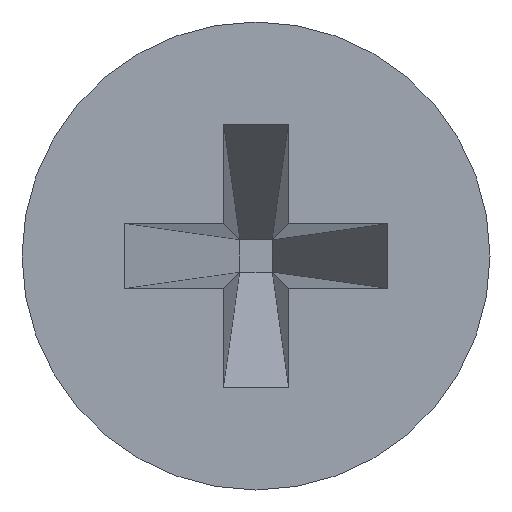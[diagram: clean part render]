
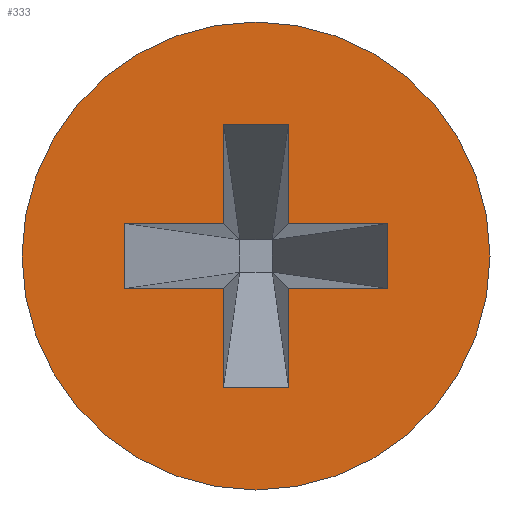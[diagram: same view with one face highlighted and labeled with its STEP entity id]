
A CAD part, left-side view. The second image highlights one B-rep face of the part: STEP entity #333.
In plain terms, the highlighted planar face has unit normal (-1, 0, 0).
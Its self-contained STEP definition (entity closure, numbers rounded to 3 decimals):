
#2 = VECTOR ( 'NONE', #247, 1000. ) ;
#22 = DIRECTION ( 'NONE',  ( 0., -1., 0. ) ) ;
#23 = DIRECTION ( 'NONE',  ( 0., 1., 0. ) ) ;
#27 = VECTOR ( 'NONE', #208, 1000. ) ;
#32 = DIRECTION ( 'NONE',  ( 0., 1., 0. ) ) ;
#35 = VERTEX_POINT ( 'NONE', #527 ) ;
#43 = ORIENTED_EDGE ( 'NONE', *, *, #93, .T. ) ;
#45 = VERTEX_POINT ( 'NONE', #292 ) ;
#48 = ORIENTED_EDGE ( 'NONE', *, *, #132, .T. ) ;
#62 = VERTEX_POINT ( 'NONE', #161 ) ;
#66 = DIRECTION ( 'NONE',  ( -1., 0., 0. ) ) ;
#67 = EDGE_CURVE ( 'NONE', #341, #551, #465, .T. ) ;
#76 = CARTESIAN_POINT ( 'NONE',  ( 0., -0.265, -1.07 ) ) ;
#77 = VERTEX_POINT ( 'NONE', #469 ) ;
#80 = ORIENTED_EDGE ( 'NONE', *, *, #218, .T. ) ;
#88 = DIRECTION ( 'NONE',  ( 0., -1., 0. ) ) ;
#93 = EDGE_CURVE ( 'NONE', #317, #35, #481, .T. ) ;
#98 = CARTESIAN_POINT ( 'NONE',  ( 0., 0.265, -1.07 ) ) ;
#102 = VECTOR ( 'NONE', #337, 1000. ) ;
#103 = VECTOR ( 'NONE', #396, 1000. ) ;
#106 = ORIENTED_EDGE ( 'NONE', *, *, #405, .T. ) ;
#110 = CARTESIAN_POINT ( 'NONE',  ( 0., -1.07, 0.265 ) ) ;
#113 = DIRECTION ( 'NONE',  ( 0., 0., 1. ) ) ;
#123 = EDGE_CURVE ( 'NONE', #347, #341, #169, .T. ) ;
#132 = EDGE_CURVE ( 'NONE', #62, #408, #385, .T. ) ;
#135 = ORIENTED_EDGE ( 'NONE', *, *, #67, .T. ) ;
#140 = LINE ( 'NONE', #488, #288 ) ;
#143 = VECTOR ( 'NONE', #22, 1000. ) ;
#145 = DIRECTION ( 'NONE',  ( 0., 0., 1. ) ) ;
#156 = CARTESIAN_POINT ( 'NONE',  ( 0., -0.265, 1.07 ) ) ;
#157 = ORIENTED_EDGE ( 'NONE', *, *, #410, .T. ) ;
#158 = CARTESIAN_POINT ( 'NONE',  ( 0., 1.07, 0.265 ) ) ;
#161 = CARTESIAN_POINT ( 'NONE',  ( 0., 0., -1.9 ) ) ;
#169 = LINE ( 'NONE', #302, #211 ) ;
#173 = EDGE_CURVE ( 'NONE', #45, #521, #140, .T. ) ;
#175 = CARTESIAN_POINT ( 'NONE',  ( 0., 1.07, -0.265 ) ) ;
#177 = VECTOR ( 'NONE', #283, 1000. ) ;
#179 = AXIS2_PLACEMENT_3D ( 'NONE', #499, #66, #419 ) ;
#182 = VERTEX_POINT ( 'NONE', #175 ) ;
#188 = CARTESIAN_POINT ( 'NONE',  ( 0., 0.265, -1.07 ) ) ;
#197 = CARTESIAN_POINT ( 'NONE',  ( 0., -0.265, 0.265 ) ) ;
#206 = CARTESIAN_POINT ( 'NONE',  ( 0., 0.265, -1.07 ) ) ;
#208 = DIRECTION ( 'NONE',  ( 0., 0., 1. ) ) ;
#209 = LINE ( 'NONE', #76, #251 ) ;
#211 = VECTOR ( 'NONE', #477, 1000. ) ;
#215 = CARTESIAN_POINT ( 'NONE',  ( 0., -1.07, -0.265 ) ) ;
#218 = EDGE_CURVE ( 'NONE', #408, #62, #384, .T. ) ;
#222 = VERTEX_POINT ( 'NONE', #188 ) ;
#225 = ORIENTED_EDGE ( 'NONE', *, *, #479, .T. ) ;
#238 = AXIS2_PLACEMENT_3D ( 'NONE', #535, #528, #145 ) ;
#239 = CARTESIAN_POINT ( 'NONE',  ( 0., -1.07, 0.265 ) ) ;
#247 = DIRECTION ( 'NONE',  ( 0., -1., 0. ) ) ;
#250 = CARTESIAN_POINT ( 'NONE',  ( 0., 0.265, 1.07 ) ) ;
#251 = VECTOR ( 'NONE', #23, 1000. ) ;
#259 = DIRECTION ( 'NONE',  ( -1., 0., 0. ) ) ;
#262 = DIRECTION ( 'NONE',  ( 0., 0., 1. ) ) ;
#264 = LINE ( 'NONE', #438, #103 ) ;
#267 = ORIENTED_EDGE ( 'NONE', *, *, #467, .T. ) ;
#278 = DIRECTION ( 'NONE',  ( 0., 0., -1. ) ) ;
#283 = DIRECTION ( 'NONE',  ( 0., 0., 1. ) ) ;
#285 = EDGE_CURVE ( 'NONE', #441, #182, #264, .T. ) ;
#288 = VECTOR ( 'NONE', #88, 1000. ) ;
#290 = CARTESIAN_POINT ( 'NONE',  ( 0., 0.265, 1.07 ) ) ;
#292 = CARTESIAN_POINT ( 'NONE',  ( 0., 1.07, 0.265 ) ) ;
#299 = LINE ( 'NONE', #206, #342 ) ;
#302 = CARTESIAN_POINT ( 'NONE',  ( 0., -0.265, 1.07 ) ) ;
#314 = EDGE_LOOP ( 'NONE', ( #80, #48 ) ) ;
#317 = VERTEX_POINT ( 'NONE', #413 ) ;
#320 = PLANE ( 'NONE',  #179 ) ;
#326 = VECTOR ( 'NONE', #278, 1000. ) ;
#327 = LINE ( 'NONE', #290, #2 ) ;
#329 = LINE ( 'NONE', #98, #177 ) ;
#330 = ORIENTED_EDGE ( 'NONE', *, *, #173, .T. ) ;
#333 = ADVANCED_FACE ( 'NONE', ( #367, #461 ), #320, .T. ) ;
#337 = DIRECTION ( 'NONE',  ( 0., 0., -1. ) ) ;
#338 = LINE ( 'NONE', #379, #27 ) ;
#341 = VERTEX_POINT ( 'NONE', #197 ) ;
#342 = VECTOR ( 'NONE', #113, 1000. ) ;
#347 = VERTEX_POINT ( 'NONE', #547 ) ;
#354 = EDGE_CURVE ( 'NONE', #222, #441, #329, .T. ) ;
#367 = FACE_OUTER_BOUND ( 'NONE', #314, .T. ) ;
#370 = ORIENTED_EDGE ( 'NONE', *, *, #123, .T. ) ;
#375 = CARTESIAN_POINT ( 'NONE',  ( 0., 0., 1.9 ) ) ;
#379 = CARTESIAN_POINT ( 'NONE',  ( 0., 1.07, -0.265 ) ) ;
#381 = EDGE_CURVE ( 'NONE', #436, #347, #327, .T. ) ;
#383 = CARTESIAN_POINT ( 'NONE',  ( 0., 0.265, -0.265 ) ) ;
#384 = CIRCLE ( 'NONE', #238, 1.9 ) ;
#385 = CIRCLE ( 'NONE', #563, 1.9 ) ;
#389 = EDGE_CURVE ( 'NONE', #35, #77, #416, .T. ) ;
#390 = CARTESIAN_POINT ( 'NONE',  ( 0., 0., 0. ) ) ;
#396 = DIRECTION ( 'NONE',  ( 0., 1., 0. ) ) ;
#405 = EDGE_CURVE ( 'NONE', #551, #317, #474, .T. ) ;
#406 = ORIENTED_EDGE ( 'NONE', *, *, #389, .T. ) ;
#408 = VERTEX_POINT ( 'NONE', #375 ) ;
#410 = EDGE_CURVE ( 'NONE', #182, #45, #338, .T. ) ;
#413 = CARTESIAN_POINT ( 'NONE',  ( 0., -1.07, -0.265 ) ) ;
#416 = LINE ( 'NONE', #156, #326 ) ;
#419 = DIRECTION ( 'NONE',  ( 0., 0., 1. ) ) ;
#426 = CARTESIAN_POINT ( 'NONE',  ( 0., 0.265, 0.265 ) ) ;
#436 = VERTEX_POINT ( 'NONE', #250 ) ;
#438 = CARTESIAN_POINT ( 'NONE',  ( 0., -1.07, -0.265 ) ) ;
#441 = VERTEX_POINT ( 'NONE', #383 ) ;
#446 = ORIENTED_EDGE ( 'NONE', *, *, #381, .T. ) ;
#461 = FACE_BOUND ( 'NONE', #494, .T. ) ;
#465 = LINE ( 'NONE', #158, #143 ) ;
#467 = EDGE_CURVE ( 'NONE', #521, #436, #299, .T. ) ;
#469 = CARTESIAN_POINT ( 'NONE',  ( 0., -0.265, -1.07 ) ) ;
#473 = VECTOR ( 'NONE', #32, 1000. ) ;
#474 = LINE ( 'NONE', #110, #102 ) ;
#477 = DIRECTION ( 'NONE',  ( 0., 0., -1. ) ) ;
#479 = EDGE_CURVE ( 'NONE', #77, #222, #209, .T. ) ;
#481 = LINE ( 'NONE', #215, #473 ) ;
#488 = CARTESIAN_POINT ( 'NONE',  ( 0., 1.07, 0.265 ) ) ;
#494 = EDGE_LOOP ( 'NONE', ( #43, #406, #225, #495, #541, #157, #330, #267, #446, #370, #135, #106 ) ) ;
#495 = ORIENTED_EDGE ( 'NONE', *, *, #354, .T. ) ;
#499 = CARTESIAN_POINT ( 'NONE',  ( 0., 0., 0. ) ) ;
#521 = VERTEX_POINT ( 'NONE', #426 ) ;
#527 = CARTESIAN_POINT ( 'NONE',  ( 0., -0.265, -0.265 ) ) ;
#528 = DIRECTION ( 'NONE',  ( -1., 0., 0. ) ) ;
#535 = CARTESIAN_POINT ( 'NONE',  ( 0., 0., 0. ) ) ;
#541 = ORIENTED_EDGE ( 'NONE', *, *, #285, .T. ) ;
#547 = CARTESIAN_POINT ( 'NONE',  ( 0., -0.265, 1.07 ) ) ;
#551 = VERTEX_POINT ( 'NONE', #239 ) ;
#563 = AXIS2_PLACEMENT_3D ( 'NONE', #390, #259, #262 ) ;
